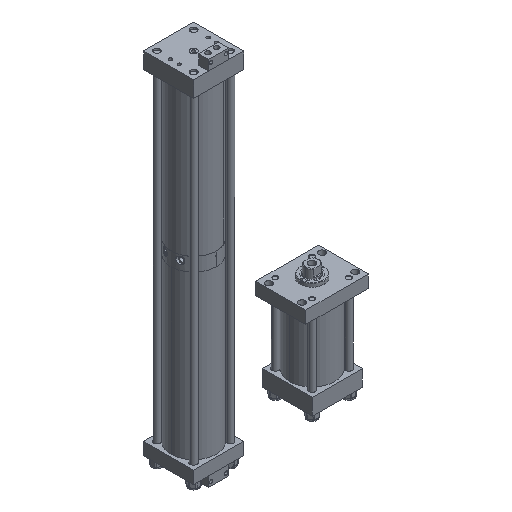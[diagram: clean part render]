
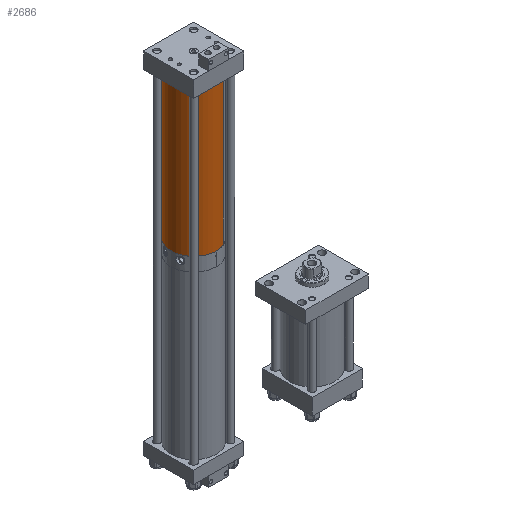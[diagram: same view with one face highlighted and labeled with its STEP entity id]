
A CAD part, isometric view. The second image highlights one B-rep face of the part: STEP entity #2686.
In plain terms, the highlighted cylindrical face has radius 57.15 mm (diameter 114.3 mm), a partial arc.
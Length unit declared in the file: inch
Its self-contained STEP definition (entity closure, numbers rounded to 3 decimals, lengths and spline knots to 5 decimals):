
#373 = CARTESIAN_POINT ( 'NONE',  ( 0., 0., -2.25 ) ) ;
#422 = CARTESIAN_POINT ( 'NONE',  ( 14.573, 0., 2.25 ) ) ;
#458 = VECTOR ( 'NONE', #7936, 39.37008 ) ;
#846 = CARTESIAN_POINT ( 'NONE',  ( 14.573, 0., 0. ) ) ;
#942 = AXIS2_PLACEMENT_3D ( 'NONE', #846, #8375, #2540 ) ;
#1465 = CARTESIAN_POINT ( 'NONE',  ( 14.573, 0., 2.25 ) ) ;
#1708 = EDGE_LOOP ( 'NONE', ( #5293, #11717, #11389, #6042 ) ) ;
#2008 = CARTESIAN_POINT ( 'NONE',  ( 14.573, 0., -2.25 ) ) ;
#2063 = AXIS2_PLACEMENT_3D ( 'NONE', #6156, #6215, #6569 ) ;
#2106 = CARTESIAN_POINT ( 'NONE',  ( 0., 0., 0. ) ) ;
#2540 = DIRECTION ( 'NONE',  ( 0., 0., -1. ) ) ;
#2686 = ADVANCED_FACE ( 'NONE', ( #6137 ), #5800, .T. ) ;
#3104 = VERTEX_POINT ( 'NONE', #422 ) ;
#3307 = CIRCLE ( 'NONE', #942, 2.25 ) ;
#4007 = AXIS2_PLACEMENT_3D ( 'NONE', #2106, #11035, #10244 ) ;
#5105 = EDGE_CURVE ( 'NONE', #8330, #8391, #7824, .T. ) ;
#5293 = ORIENTED_EDGE ( 'NONE', *, *, #5105, .F. ) ;
#5800 = CYLINDRICAL_SURFACE ( 'NONE', #2063, 2.25 ) ;
#5864 = EDGE_CURVE ( 'NONE', #9189, #8391, #6354, .T. ) ;
#6042 = ORIENTED_EDGE ( 'NONE', *, *, #5864, .T. ) ;
#6137 = FACE_OUTER_BOUND ( 'NONE', #1708, .T. ) ;
#6156 = CARTESIAN_POINT ( 'NONE',  ( 14.573, 0., 0. ) ) ;
#6215 = DIRECTION ( 'NONE',  ( -1., 0., 0. ) ) ;
#6354 = CIRCLE ( 'NONE', #4007, 2.25 ) ;
#6569 = DIRECTION ( 'NONE',  ( 0., 0., 1. ) ) ;
#6677 = VECTOR ( 'NONE', #9016, 39.37008 ) ;
#7224 = LINE ( 'NONE', #1465, #6677 ) ;
#7824 = LINE ( 'NONE', #7925, #458 ) ;
#7925 = CARTESIAN_POINT ( 'NONE',  ( 14.573, 0., -2.25 ) ) ;
#7936 = DIRECTION ( 'NONE',  ( -1., 0., 0. ) ) ;
#8330 = VERTEX_POINT ( 'NONE', #2008 ) ;
#8375 = DIRECTION ( 'NONE',  ( 1., 0., 0. ) ) ;
#8391 = VERTEX_POINT ( 'NONE', #373 ) ;
#9016 = DIRECTION ( 'NONE',  ( -1., 0., 0. ) ) ;
#9189 = VERTEX_POINT ( 'NONE', #10968 ) ;
#10244 = DIRECTION ( 'NONE',  ( 0., 0., -1. ) ) ;
#10968 = CARTESIAN_POINT ( 'NONE',  ( 0., 0., 2.25 ) ) ;
#11035 = DIRECTION ( 'NONE',  ( 1., 0., 0. ) ) ;
#11053 = EDGE_CURVE ( 'NONE', #3104, #8330, #3307, .T. ) ;
#11389 = ORIENTED_EDGE ( 'NONE', *, *, #12351, .T. ) ;
#11717 = ORIENTED_EDGE ( 'NONE', *, *, #11053, .F. ) ;
#12351 = EDGE_CURVE ( 'NONE', #3104, #9189, #7224, .T. ) ;
